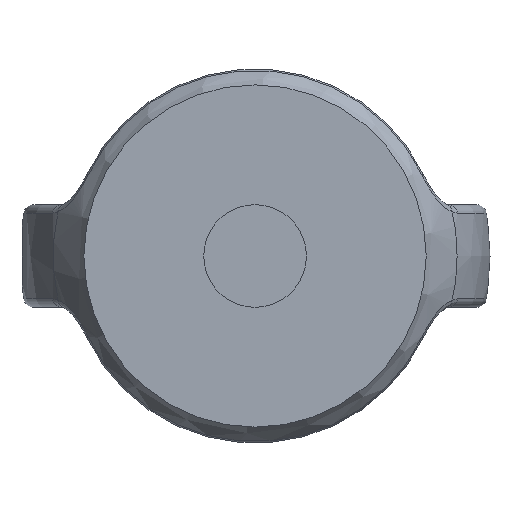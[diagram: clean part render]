
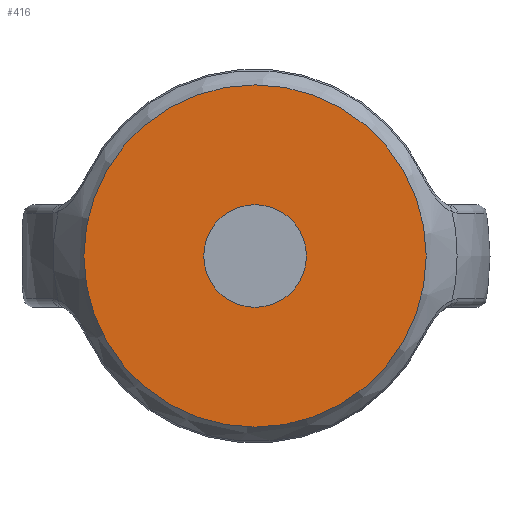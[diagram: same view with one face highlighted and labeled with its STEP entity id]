
A CAD part, front view. The second image highlights one B-rep face of the part: STEP entity #416.
In plain terms, the highlighted planar face has unit normal (0, -1, 0).
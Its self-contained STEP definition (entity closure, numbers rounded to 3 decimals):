
#416=ADVANCED_FACE('',(#756,#757),#599,.F.);
#599=PLANE('',#3377);
#703=CIRCLE('',#3373,20.);
#705=CIRCLE('',#3376,6.);
#756=FACE_BOUND('',#825,.T.);
#757=FACE_BOUND('',#826,.T.);
#825=EDGE_LOOP('',(#1565));
#826=EDGE_LOOP('',(#1566));
#1565=ORIENTED_EDGE('',*,*,#2743,.T.);
#1566=ORIENTED_EDGE('',*,*,#2745,.T.);
#2443=VERTEX_POINT('',#4521);
#2445=VERTEX_POINT('',#4526);
#2743=EDGE_CURVE('',#2443,#2443,#703,.T.);
#2745=EDGE_CURVE('',#2445,#2445,#705,.T.);
#3373=AXIS2_PLACEMENT_3D('',#4520,#3624,#3625);
#3376=AXIS2_PLACEMENT_3D('',#4525,#3630,#3631);
#3377=AXIS2_PLACEMENT_3D('',#4527,#3632,#3633);
#3624=DIRECTION('',(0.,-1.,0.));
#3625=DIRECTION('',(0.,0.,-1.));
#3630=DIRECTION('',(0.,1.,0.));
#3631=DIRECTION('',(1.,0.,0.));
#3632=DIRECTION('',(0.,1.,0.));
#3633=DIRECTION('',(0.,0.,1.));
#4520=CARTESIAN_POINT('',(0.,0.,0.));
#4521=CARTESIAN_POINT('',(0.,0.,-20.));
#4525=CARTESIAN_POINT('',(0.,0.,0.));
#4526=CARTESIAN_POINT('',(6.,0.,0.));
#4527=CARTESIAN_POINT('',(-20.,0.,0.));
